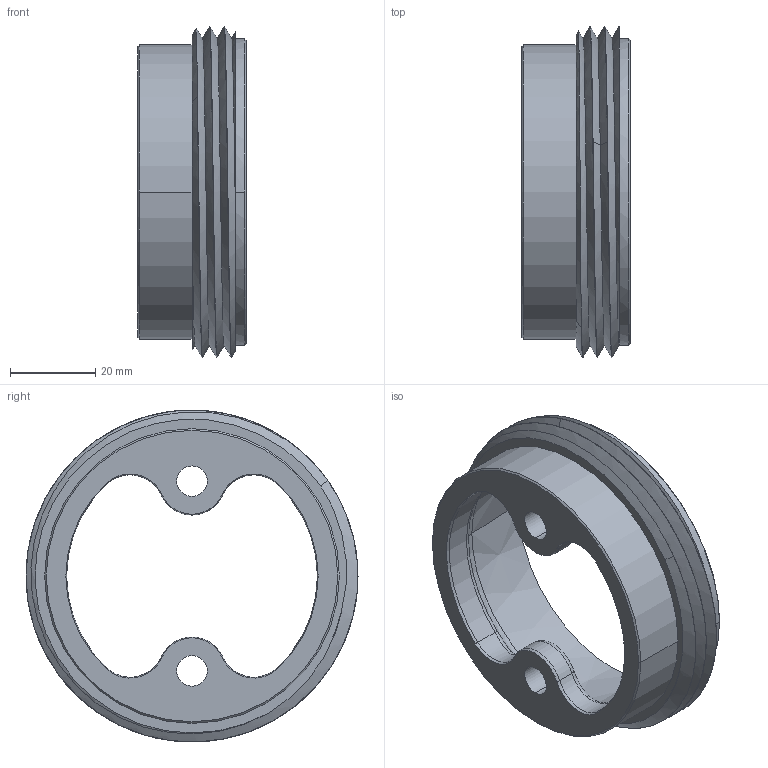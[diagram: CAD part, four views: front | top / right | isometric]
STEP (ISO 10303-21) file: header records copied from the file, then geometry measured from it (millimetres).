
FILE_DESCRIPTION((''),'2;1');
FILE_NAME('B03974_SW0001','2012-07-10T',('jdetw'),(''),'PRO/ENGINEER BY PARAMETRIC TECHNOLOGY CORPORATION, 2011180','PRO/ENGINEER BY PARAMETRIC TECHNOLOGY CORPORATION, 2011180','');
FILE_SCHEMA(('CONFIG_CONTROL_DESIGN'));
Length unit declared in the file: inch
Products named in the file (1): B03974_SW0001
Bounding box: 25.4 x 77.77 x 77.75 mm (x, y, z)
Surface area: 16867.5 mm2 (no closed solid volume)
Topology: 0 solids, 1 shells, 60 faces, 141 edges, 85 vertices
Faces by surface type: cylinder 21, torus 18, bspline 8, cone 7, plane 6
Entity records: 2979 total; most frequent: CARTESIAN_POINT 1561, DIRECTION 303, ORIENTED_EDGE 282, EDGE_CURVE 141, AXIS2_PLACEMENT_3D 137, VERTEX_POINT 85, CIRCLE 85, EDGE_LOOP 68
